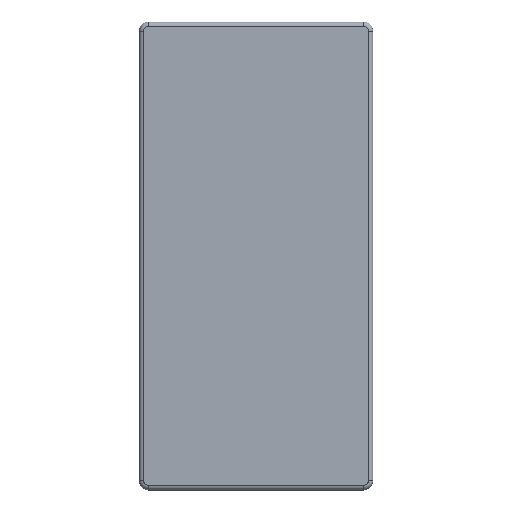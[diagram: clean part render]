
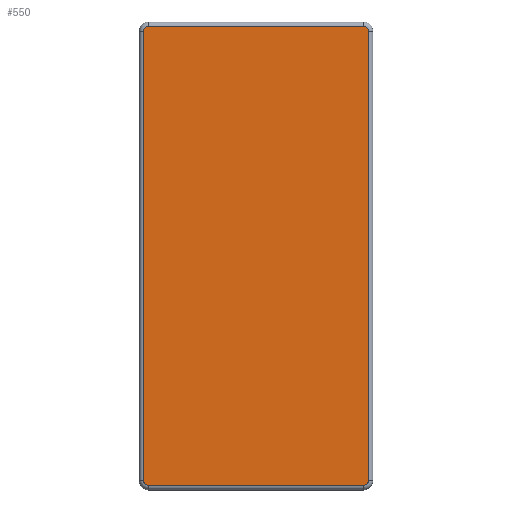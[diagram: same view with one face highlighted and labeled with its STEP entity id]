
A CAD part, top view. The second image highlights one B-rep face of the part: STEP entity #550.
In plain terms, the highlighted planar face has unit normal (0, 0, 1).
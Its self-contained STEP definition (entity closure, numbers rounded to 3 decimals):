
#30=DIRECTION('',(1.,0.,0.));
#44=DIRECTION('',(0.,0.,-1.));
#80=VECTOR('',#81,1.);
#81=DIRECTION('',(0.,-1.,0.));
#96=VECTOR('',#97,1.);
#97=DIRECTION('',(-1.,0.,0.));
#111=VECTOR('',#112,1.);
#112=DIRECTION('',(0.,1.,0.));
#126=VECTOR('',#30,1.);
#200=DIRECTION('',(0.,0.,-1.));
#359=VERTEX_POINT('',#360);
#360=CARTESIAN_POINT('',(14.74,14.24,10.3));
#366=ORIENTED_EDGE('',*,*,#367,.T.);
#367=EDGE_CURVE('',#359,#368,#370,.T.);
#368=VERTEX_POINT('',#369);
#369=CARTESIAN_POINT('',(14.74,-34.56,10.3));
#370=LINE('',#360,#80);
#384=VERTEX_POINT('',#385);
#385=CARTESIAN_POINT('',(14.24,14.74,10.3));
#390=EDGE_CURVE('',#384,#359,#391,.T.);
#391=CIRCLE('',#392,0.5);
#392=AXIS2_PLACEMENT_3D('',#393,#200,#112);
#393=CARTESIAN_POINT('',(14.24,14.24,10.3));
#401=VERTEX_POINT('',#402);
#402=CARTESIAN_POINT('',(14.24,-35.06,10.3));
#408=EDGE_CURVE('',#368,#401,#409,.T.);
#409=CIRCLE('',#410,0.5);
#410=AXIS2_PLACEMENT_3D('',#411,#200,#30);
#411=CARTESIAN_POINT('',(14.24,-34.56,10.3));
#419=VERTEX_POINT('',#420);
#420=CARTESIAN_POINT('',(-9.16,14.74,10.3));
#424=ORIENTED_EDGE('',*,*,#425,.T.);
#425=EDGE_CURVE('',#419,#384,#426,.T.);
#426=LINE('',#420,#126);
#432=ORIENTED_EDGE('',*,*,#433,.T.);
#433=EDGE_CURVE('',#401,#434,#436,.T.);
#434=VERTEX_POINT('',#435);
#435=CARTESIAN_POINT('',(-9.16,-35.06,10.3));
#436=LINE('',#402,#96);
#450=VERTEX_POINT('',#451);
#451=CARTESIAN_POINT('',(-9.66,14.24,10.3));
#458=EDGE_CURVE('',#450,#419,#459,.T.);
#459=CIRCLE('',#460,0.5);
#460=AXIS2_PLACEMENT_3D('',#461,#200,#97);
#461=CARTESIAN_POINT('',(-9.16,14.24,10.3));
#470=VERTEX_POINT('',#471);
#471=CARTESIAN_POINT('',(-9.66,-34.56,10.3));
#478=EDGE_CURVE('',#434,#470,#479,.T.);
#479=CIRCLE('',#480,0.5);
#480=AXIS2_PLACEMENT_3D('',#481,#44,#81);
#481=CARTESIAN_POINT('',(-9.16,-34.56,10.3));
#487=ORIENTED_EDGE('',*,*,#488,.T.);
#488=EDGE_CURVE('',#470,#450,#489,.T.);
#489=LINE('',#471,#111);
#550=ADVANCED_FACE('',(#551),#557,.F.);
#551=FACE_BOUND('',#552,.F.);
#552=EDGE_LOOP('',(#424,#553,#366,#554,#432,#555,#487,#556));
#553=ORIENTED_EDGE('',*,*,#390,.T.);
#554=ORIENTED_EDGE('',*,*,#408,.T.);
#555=ORIENTED_EDGE('',*,*,#478,.T.);
#556=ORIENTED_EDGE('',*,*,#458,.T.);
#557=PLANE('',#558);
#558=AXIS2_PLACEMENT_3D('',#559,#44,#97);
#559=CARTESIAN_POINT('',(2.54,-10.16,10.3));
